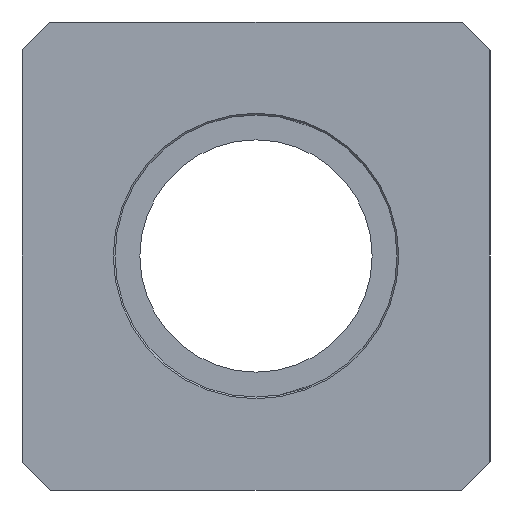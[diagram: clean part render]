
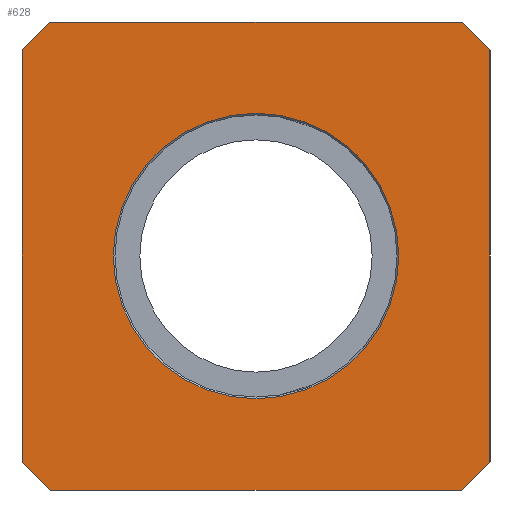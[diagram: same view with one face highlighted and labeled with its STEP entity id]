
A CAD part, left-side view. The second image highlights one B-rep face of the part: STEP entity #628.
In plain terms, the highlighted planar face has unit normal (-1, 0, 0).
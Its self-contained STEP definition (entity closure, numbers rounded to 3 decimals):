
#39=LINE($,#1320,#73);
#40=LINE($,#1324,#74);
#41=LINE($,#1328,#75);
#42=LINE($,#1332,#76);
#73=VECTOR($,#838,49.437);
#74=VECTOR($,#841,49.437);
#75=VECTOR($,#844,49.437);
#76=VECTOR($,#847,49.437);
#116=PLANE($,#694);
#144=FACE_BOUND($,#240,.T.);
#186=FACE_OUTER_BOUND($,#239,.T.);
#239=EDGE_LOOP($,(#520,#521,#522,#523,#524,#525,#526,#527));
#240=EDGE_LOOP($,(#528));
#296=CIRCLE($,#693,17.2);
#297=CIRCLE($,#695,37.5);
#298=CIRCLE($,#696,37.5);
#299=CIRCLE($,#697,37.5);
#300=CIRCLE($,#698,37.5);
#349=VERTEX_POINT($,#1315);
#350=VERTEX_POINT($,#1318);
#351=VERTEX_POINT($,#1319);
#352=VERTEX_POINT($,#1321);
#353=VERTEX_POINT($,#1323);
#354=VERTEX_POINT($,#1325);
#355=VERTEX_POINT($,#1327);
#356=VERTEX_POINT($,#1329);
#357=VERTEX_POINT($,#1331);
#418=EDGE_CURVE($,#349,#349,#296,.T.);
#419=EDGE_CURVE($,#350,#351,#39,.T.);
#420=EDGE_CURVE($,#352,#351,#297,.T.);
#421=EDGE_CURVE($,#352,#353,#40,.T.);
#422=EDGE_CURVE($,#354,#353,#298,.T.);
#423=EDGE_CURVE($,#354,#355,#41,.T.);
#424=EDGE_CURVE($,#356,#355,#299,.T.);
#425=EDGE_CURVE($,#356,#357,#42,.T.);
#426=EDGE_CURVE($,#350,#357,#300,.T.);
#520=ORIENTED_EDGE($,*,*,#419,.T.);
#521=ORIENTED_EDGE($,*,*,#420,.F.);
#522=ORIENTED_EDGE($,*,*,#421,.T.);
#523=ORIENTED_EDGE($,*,*,#422,.F.);
#524=ORIENTED_EDGE($,*,*,#423,.T.);
#525=ORIENTED_EDGE($,*,*,#424,.F.);
#526=ORIENTED_EDGE($,*,*,#425,.T.);
#527=ORIENTED_EDGE($,*,*,#426,.F.);
#528=ORIENTED_EDGE($,*,*,#418,.F.);
#628=ADVANCED_FACE($,(#186,#144),#116,.T.);
#693=AXIS2_PLACEMENT_3D($,#1316,#834,#835);
#694=AXIS2_PLACEMENT_3D($,#1317,#836,#837);
#695=AXIS2_PLACEMENT_3D($,#1322,#839,#840);
#696=AXIS2_PLACEMENT_3D($,#1326,#842,#843);
#697=AXIS2_PLACEMENT_3D($,#1330,#845,#846);
#698=AXIS2_PLACEMENT_3D($,#1333,#848,#849);
#834=DIRECTION('center_axis',(-1.,0.,0.));
#835=DIRECTION('ref_axis',(0.,-1.,0.));
#836=DIRECTION('center_axis',(-1.,0.,0.));
#837=DIRECTION('ref_axis',(0.,0.,1.));
#838=DIRECTION($,(0.,0.,-1.));
#839=DIRECTION('center_axis',(1.,0.,0.));
#840=DIRECTION('ref_axis',(0.,1.,0.));
#841=DIRECTION($,(0.,-1.,0.));
#842=DIRECTION('center_axis',(1.,0.,0.));
#843=DIRECTION('ref_axis',(0.,1.,0.));
#844=DIRECTION($,(0.,0.,1.));
#845=DIRECTION('center_axis',(1.,0.,0.));
#846=DIRECTION('ref_axis',(0.,1.,0.));
#847=DIRECTION($,(0.,1.,0.));
#848=DIRECTION('center_axis',(1.,0.,0.));
#849=DIRECTION('ref_axis',(0.,1.,0.));
#1315=CARTESIAN_POINT('',(0.,17.2,0.));
#1316=CARTESIAN_POINT('Origin',(0.,0.,0.));
#1317=CARTESIAN_POINT('Origin',(0.,28.275,0.));
#1318=CARTESIAN_POINT('',(0.,28.2,24.719));
#1319=CARTESIAN_POINT('',(0.,28.2,-24.719));
#1320=CARTESIAN_POINT($,(0.,28.2,-12.359));
#1321=CARTESIAN_POINT('',(0.,24.719,-28.2));
#1322=CARTESIAN_POINT('Origin',(0.,0.,0.));
#1323=CARTESIAN_POINT('',(0.,-24.719,-28.2));
#1324=CARTESIAN_POINT($,(0.,1.778,-28.2));
#1325=CARTESIAN_POINT('',(0.,-28.2,-24.719));
#1326=CARTESIAN_POINT('Origin',(0.,0.,0.));
#1327=CARTESIAN_POINT('',(0.,-28.2,24.719));
#1328=CARTESIAN_POINT($,(0.,-28.2,12.359));
#1329=CARTESIAN_POINT('',(0.,-24.719,28.2));
#1330=CARTESIAN_POINT('Origin',(0.,0.,0.));
#1331=CARTESIAN_POINT('',(0.,24.719,28.2));
#1332=CARTESIAN_POINT($,(0.,26.497,28.2));
#1333=CARTESIAN_POINT('Origin',(0.,0.,0.));
